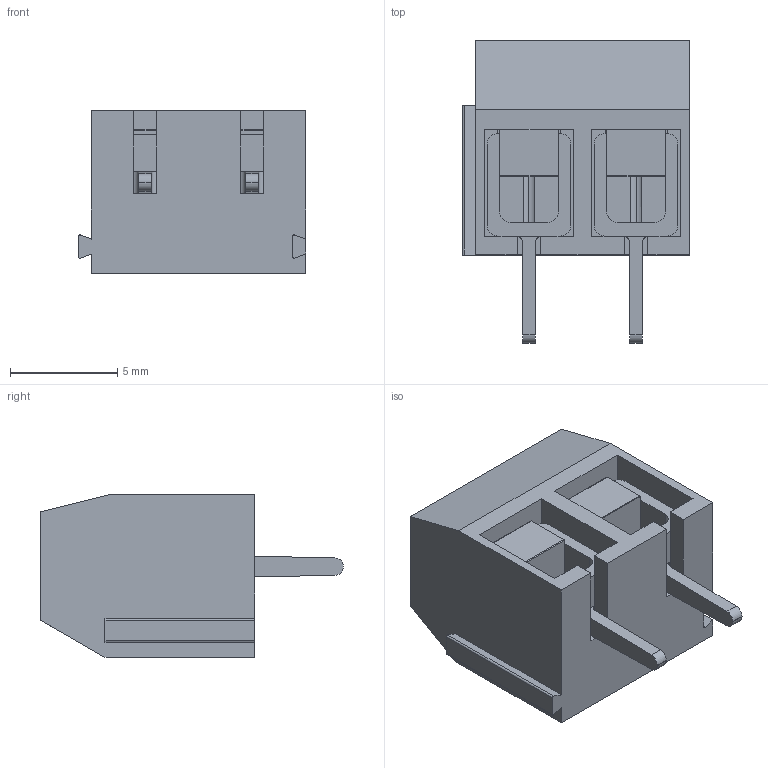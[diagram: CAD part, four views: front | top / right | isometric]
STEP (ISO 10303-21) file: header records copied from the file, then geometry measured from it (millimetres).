
FILE_DESCRIPTION (( 'STEP AP214' ), '1' );
FILE_NAME ('DG306-5.STEP', '2019-01-15T09:45:14', ( '' ), ( '' ), 'SwSTEP 2.0', 'SolidWorks 2018', '' );
FILE_SCHEMA (( 'AUTOMOTIVE_DESIGN' ));
Length unit declared in the file: millimetre
Products named in the file (5): DG306-5; Case; Terminal; Screw; Spring
Assembly tree (7 placements, depth 2):
  DG306-5
    Case
    Screw  x2
    Terminal  x2
    Spring  x2
Bounding box: 10.61 x 14.13 x 7.6 mm (x, y, z)
Volume: 515.5 mm3; surface area: 1417.6 mm2
Topology: 7 solids, 7 shells, 431 faces, 1134 edges, 750 vertices
Faces by surface type: plane 236, bspline 103, cylinder 70, torus 14, cone 8
Entity records: 17599 total; most frequent: CARTESIAN_POINT 8797, ORIENTED_EDGE 1920, DIRECTION 1388, EDGE_CURVE 960, VERTEX_POINT 637, VECTOR 626, LINE 626, EDGE_LOOP 407
